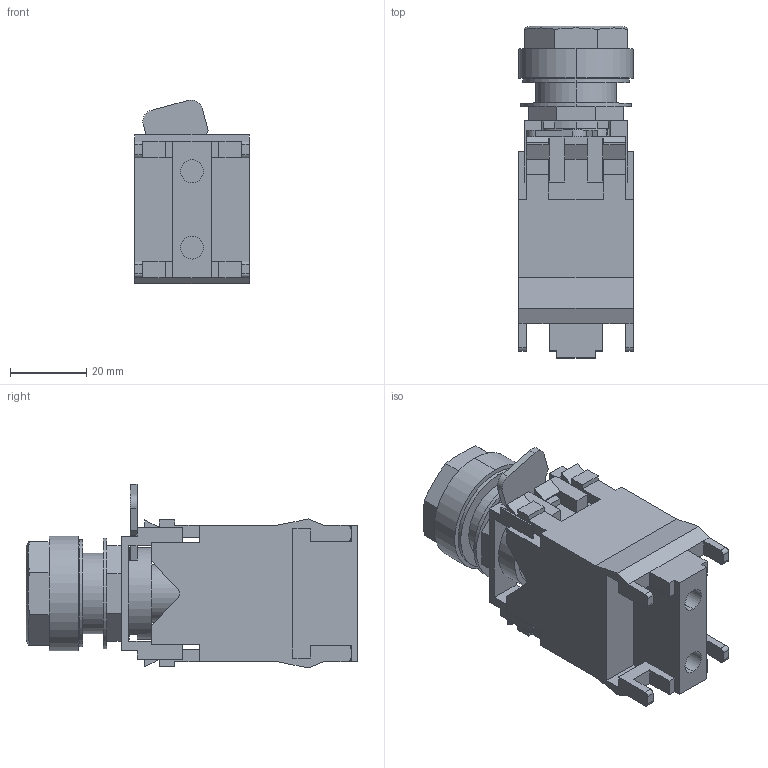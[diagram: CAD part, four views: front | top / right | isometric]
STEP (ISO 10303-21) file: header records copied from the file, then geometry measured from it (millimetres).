
FILE_DESCRIPTION (( 'STEP AP214' ), '1' );
FILE_NAME ('EH22H2X11.step', '2018-07-05T19:38:13', ( '' ), ( '' ), 'SwSTEP 2.0', 'SolidWorks 2017', '' );
FILE_SCHEMA (( 'AUTOMOTIVE_DESIGN' ));
Length unit declared in the file: millimetre
Products named in the file (1): EH22H2X11
Bounding box: 30 x 86.85 x 48.13 mm (x, y, z)
Volume: 61639.2 mm3; surface area: 24212.9 mm2
Topology: 7 solids, 7 shells, 297 faces, 841 edges, 546 vertices
Faces by surface type: plane 253, cylinder 42, cone 2
Entity records: 9631 total; most frequent: CARTESIAN_POINT 1731, ORIENTED_EDGE 1682, DIRECTION 1529, EDGE_CURVE 841, LINE 729, VECTOR 729, VERTEX_POINT 546, AXIS2_PLACEMENT_3D 400
